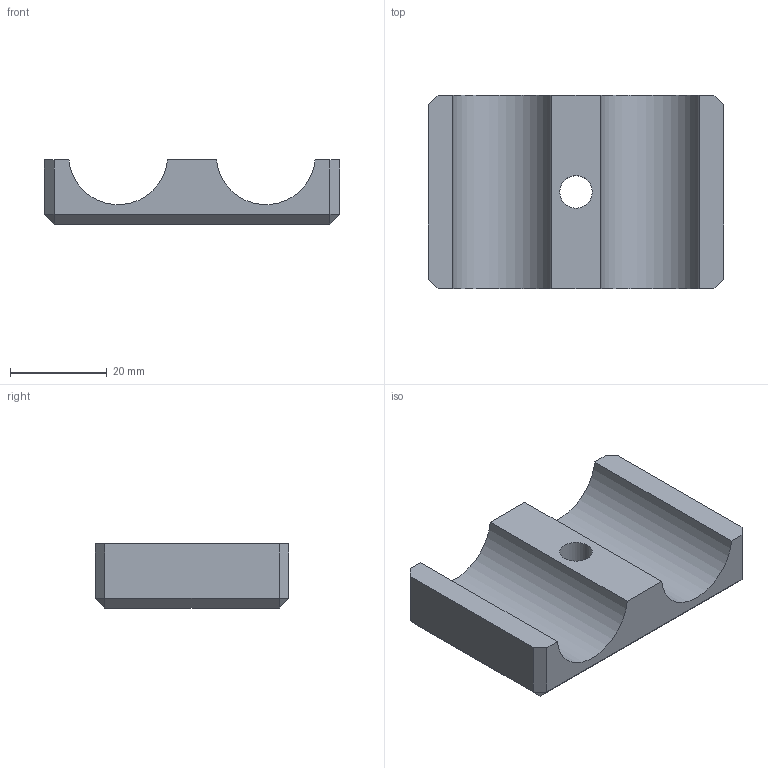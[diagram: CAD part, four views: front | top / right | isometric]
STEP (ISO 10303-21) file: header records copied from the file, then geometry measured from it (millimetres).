
FILE_DESCRIPTION(('FreeCAD Model'),'2;1');
FILE_NAME('pipe lock.step', '2020-10-30T17:17:11',('Author'),(''), 'Open CASCADE STEP processor 7.4','FreeCAD','Unknown');
FILE_SCHEMA(('AUTOMOTIVE_DESIGN { 1 0 10303 214 1 1 1 1 }'));
Length unit declared in the file: millimetre
Products named in the file (1): pipe_lock
Bounding box: 61 x 40 x 13.25 mm (x, y, z)
Volume: 19809 mm3; surface area: 7657.5 mm2
Topology: 1 solids, 1 shells, 23 faces, 51 edges, 30 vertices
Faces by surface type: plane 20, cylinder 3
Full cylindrical faces by diameter (mm): 6.7 x1
Entity records: 1310 total; most frequent: CARTESIAN_POINT 219, DIRECTION 205, LINE 141, VECTOR 141, ORIENTED_EDGE 102, PCURVE 102, DEFINITIONAL_REPRESENTATION 102, EDGE_CURVE 51
